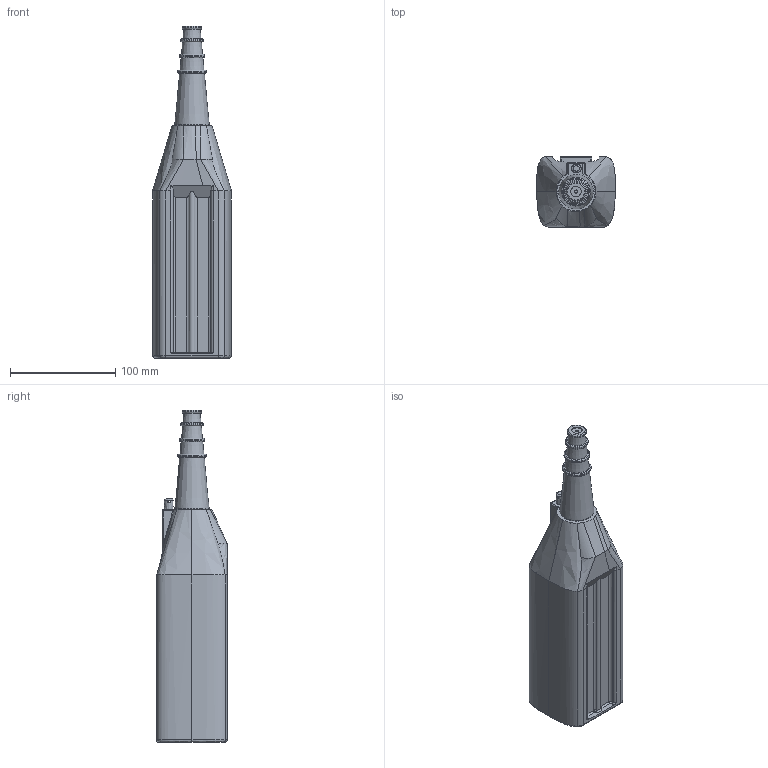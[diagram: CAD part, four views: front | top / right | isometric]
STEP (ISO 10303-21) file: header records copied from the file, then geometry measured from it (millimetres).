
FILE_DESCRIPTION(/* description */ (''),/* implementation_level */ '2;1');
FILE_NAME(/* name */ '2PV4X.stp',/* time_stamp */ '2016-07-13T15:49:23-04:00',/* author */ ('CAD Station'),/* organization */ (''),/* preprocessor_version */ 'ST-DEVELOPER v16.1',/* originating_system */ 'Autodesk Inventor 2016',/* authorisation */ '');
FILE_SCHEMA (('AUTOMOTIVE_DESIGN { 1 0 10303 214 3 1 1 }'));
Products named in the file (4): 2PV4X_N; 2PV4X_T; Antenna; 2PV4X
Assembly tree (3 placements, depth 2):
  2PV4X
    2PV4X_N
    2PV4X_T
    Antenna
Bounding box: 74.97 x 67.02 x 316 mm (x, y, z)
Volume: 111881.7 mm3; surface area: 138741.6 mm2
Topology: 3 solids, 3 shells, 244 faces, 596 edges, 368 vertices
Faces by surface type: plane 79, bspline 71, cylinder 58, torus 23, cone 8, sphere 5
Full cylindrical faces by diameter (mm): 2.401 x1, 3 x1, 10 x1, 22 x4, 30 x1
Entity records: 9957 total; most frequent: CARTESIAN_POINT 4600, ORIENTED_EDGE 1150, DIRECTION 930, EDGE_CURVE 571, VERTEX_POINT 368, AXIS2_PLACEMENT_3D 356, EDGE_LOOP 291, FACE_OUTER_BOUND 244
